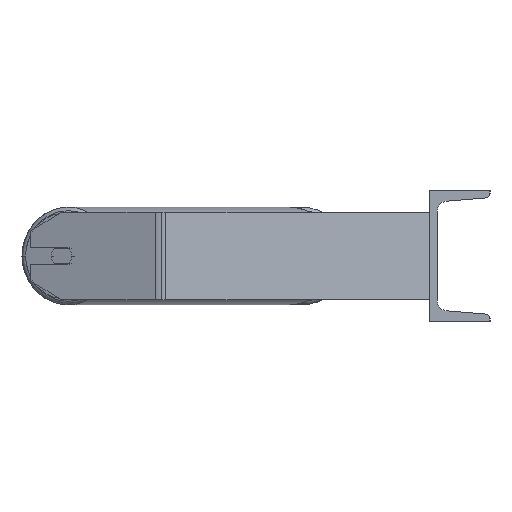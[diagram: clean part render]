
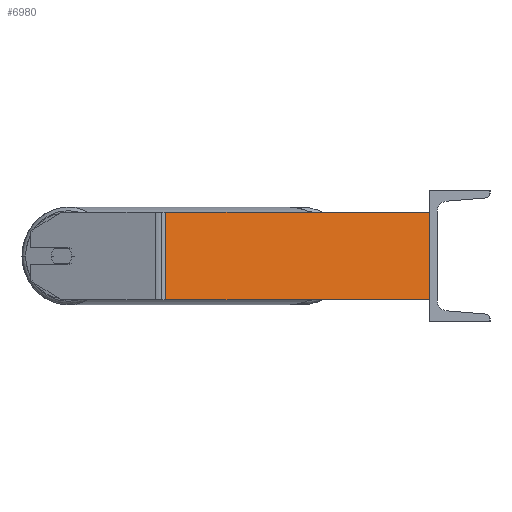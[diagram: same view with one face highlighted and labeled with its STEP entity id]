
A CAD part, left-side view. The second image highlights one B-rep face of the part: STEP entity #6980.
In plain terms, the highlighted planar face has unit normal (-0.966, -0.259, 0).
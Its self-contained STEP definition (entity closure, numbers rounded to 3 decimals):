
#329 = ORIENTED_EDGE ( 'NONE', *, *, #907, .T. ) ;
#552 = EDGE_LOOP ( 'NONE', ( #329, #3250, #6769, #1784 ) ) ;
#702 = CARTESIAN_POINT ( 'NONE',  ( -885., 0., -40. ) ) ;
#846 = CARTESIAN_POINT ( 'NONE',  ( -949.508, 240.748, 40. ) ) ;
#907 = EDGE_CURVE ( 'NONE', #8708, #2144, #3840, .T. ) ;
#910 = AXIS2_PLACEMENT_3D ( 'NONE', #6105, #8947, #5440 ) ;
#1352 = VERTEX_POINT ( 'NONE', #7537 ) ;
#1647 = CARTESIAN_POINT ( 'NONE',  ( -949.508, 240.748, -40. ) ) ;
#1784 = ORIENTED_EDGE ( 'NONE', *, *, #8857, .T. ) ;
#2030 = DIRECTION ( 'NONE',  ( 0., 0., -1. ) ) ;
#2144 = VERTEX_POINT ( 'NONE', #702 ) ;
#2832 = DIRECTION ( 'NONE',  ( 0., 0., -1. ) ) ;
#2978 = CARTESIAN_POINT ( 'NONE',  ( -950.814, 245.621, -40. ) ) ;
#3250 = ORIENTED_EDGE ( 'NONE', *, *, #4299, .F. ) ;
#3343 = FACE_OUTER_BOUND ( 'NONE', #552, .T. ) ;
#3754 = VERTEX_POINT ( 'NONE', #846 ) ;
#3755 = DIRECTION ( 'NONE',  ( 0.259, -0.966, 0. ) ) ;
#3840 = LINE ( 'NONE', #2978, #6124 ) ;
#3911 = VECTOR ( 'NONE', #2832, 1000. ) ;
#4299 = EDGE_CURVE ( 'NONE', #1352, #2144, #6470, .T. ) ;
#5013 = CARTESIAN_POINT ( 'NONE',  ( -885., 0., 40. ) ) ;
#5348 = VECTOR ( 'NONE', #2030, 1000. ) ;
#5440 = DIRECTION ( 'NONE',  ( -0.259, 0.966, 0. ) ) ;
#5517 = CARTESIAN_POINT ( 'NONE',  ( -949.508, 240.748, 40. ) ) ;
#5547 = CARTESIAN_POINT ( 'NONE',  ( -950.814, 245.621, 40. ) ) ;
#5764 = DIRECTION ( 'NONE',  ( 0.259, -0.966, 0. ) ) ;
#6105 = CARTESIAN_POINT ( 'NONE',  ( -950.814, 245.621, 40. ) ) ;
#6124 = VECTOR ( 'NONE', #5764, 1000. ) ;
#6189 = EDGE_CURVE ( 'NONE', #3754, #1352, #9056, .T. ) ;
#6470 = LINE ( 'NONE', #5013, #3911 ) ;
#6769 = ORIENTED_EDGE ( 'NONE', *, *, #6189, .F. ) ;
#6936 = PLANE ( 'NONE',  #910 ) ;
#6980 = ADVANCED_FACE ( 'NONE', ( #3343 ), #6936, .F. ) ;
#7510 = LINE ( 'NONE', #5517, #5348 ) ;
#7537 = CARTESIAN_POINT ( 'NONE',  ( -885., 0., 40. ) ) ;
#7551 = VECTOR ( 'NONE', #3755, 1000. ) ;
#8708 = VERTEX_POINT ( 'NONE', #1647 ) ;
#8857 = EDGE_CURVE ( 'NONE', #3754, #8708, #7510, .T. ) ;
#8947 = DIRECTION ( 'NONE',  ( 0.966, 0.259, 0. ) ) ;
#9056 = LINE ( 'NONE', #5547, #7551 ) ;
